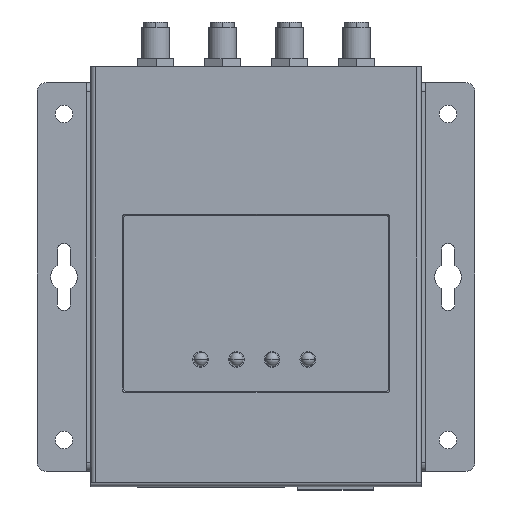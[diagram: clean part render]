
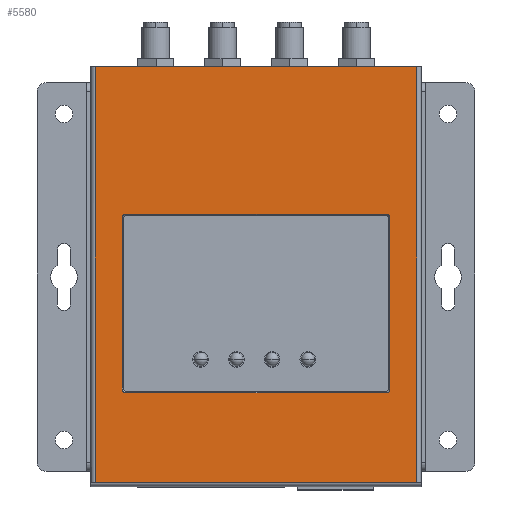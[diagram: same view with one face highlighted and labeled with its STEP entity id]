
A CAD part, top view. The second image highlights one B-rep face of the part: STEP entity #5580.
In plain terms, the highlighted face is planar.
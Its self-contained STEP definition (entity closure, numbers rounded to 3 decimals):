
#42 = ORIENTED_EDGE ( 'NONE', *, *, #13654, .T. ) ;
#301 = CARTESIAN_POINT ( 'NONE',  ( 0., 0., 37. ) ) ;
#331 = CARTESIAN_POINT ( 'NONE',  ( 21., 0., 30. ) ) ;
#496 = CARTESIAN_POINT ( 'NONE',  ( 94., 0., 37. ) ) ;
#565 = CARTESIAN_POINT ( 'NONE',  ( 61., 0., -29.664 ) ) ;
#590 =( BOUNDED_CURVE ( )  B_SPLINE_CURVE ( 3, ( #9971, #6019, #11371, #8812 ),
 .UNSPECIFIED., .F., .F. ) 
 B_SPLINE_CURVE_WITH_KNOTS ( ( 4, 4 ),
 ( 5.624, 6.942 ),
 .UNSPECIFIED. ) 
 CURVE ( )  GEOMETRIC_REPRESENTATION_ITEM ( )  RATIONAL_B_SPLINE_CURVE ( ( 1., 0.86, 0.86, 1. ) ) 
 REPRESENTATION_ITEM ( '' )  );
#658 = CARTESIAN_POINT ( 'NONE',  ( 21., 0., -30. ) ) ;
#871 = CARTESIAN_POINT ( 'NONE',  ( 21.866, 0., -30. ) ) ;
#898 = CARTESIAN_POINT ( 'NONE',  ( 21., 0., 29.134 ) ) ;
#923 = ORIENTED_EDGE ( 'NONE', *, *, #4937, .T. ) ;
#1021 = VECTOR ( 'NONE', #5642, 1000. ) ;
#1096 = ORIENTED_EDGE ( 'NONE', *, *, #16604, .F. ) ;
#1109 = CARTESIAN_POINT ( 'NONE',  ( 60.134, 0., -30. ) ) ;
#1214 = VERTEX_POINT ( 'NONE', #10437 ) ;
#1688 = CARTESIAN_POINT ( 'NONE',  ( 1., 0., -36. ) ) ;
#1718 = ORIENTED_EDGE ( 'NONE', *, *, #6987, .F. ) ;
#1959 = CARTESIAN_POINT ( 'NONE',  ( 61., 0., 30. ) ) ;
#2258 = CARTESIAN_POINT ( 'NONE',  ( 60.134, 0., 30. ) ) ;
#2267 = VECTOR ( 'NONE', #6678, 1000. ) ;
#2630 = CARTESIAN_POINT ( 'NONE',  ( 61., 0., 29.664 ) ) ;
#3068 = EDGE_CURVE ( 'NONE', #16735, #3121, #10132, .T. ) ;
#3121 = VERTEX_POINT ( 'NONE', #871 ) ;
#3240 = CARTESIAN_POINT ( 'NONE',  ( 60.664, 0., -30. ) ) ;
#3593 = CARTESIAN_POINT ( 'NONE',  ( 1., 0., -36. ) ) ;
#3627 =( BOUNDED_CURVE ( )  B_SPLINE_CURVE ( 3, ( #12309, #3240, #565, #7082 ),
 .UNSPECIFIED., .F., .F. ) 
 B_SPLINE_CURVE_WITH_KNOTS ( ( 4, 4 ),
 ( 5.624, 6.942 ),
 .UNSPECIFIED. ) 
 CURVE ( )  GEOMETRIC_REPRESENTATION_ITEM ( )  RATIONAL_B_SPLINE_CURVE ( ( 1., 0.86, 0.86, 1. ) ) 
 REPRESENTATION_ITEM ( '' )  );
#3801 = VERTEX_POINT ( 'NONE', #898 ) ;
#4003 = CARTESIAN_POINT ( 'NONE',  ( 61., 0., 29.134 ) ) ;
#4222 = CARTESIAN_POINT ( 'NONE',  ( 21.866, 0., 30. ) ) ;
#4713 = AXIS2_PLACEMENT_3D ( 'NONE', #301, #15742, #9431 ) ;
#4937 = EDGE_CURVE ( 'NONE', #16735, #3801, #8449, .T. ) ;
#4949 = ORIENTED_EDGE ( 'NONE', *, *, #8929, .T. ) ;
#5181 = ORIENTED_EDGE ( 'NONE', *, *, #6589, .T. ) ;
#5580 = ADVANCED_FACE ( 'NONE', ( #15751, #8615 ), #14444, .T. ) ;
#5642 = DIRECTION ( 'NONE',  ( 1., 0., 0. ) ) ;
#5750 = LINE ( 'NONE', #7865, #2267 ) ;
#5873 = VECTOR ( 'NONE', #7057, 1000. ) ;
#6019 = CARTESIAN_POINT ( 'NONE',  ( 21.336, 0., 30. ) ) ;
#6136 = VERTEX_POINT ( 'NONE', #8098 ) ;
#6475 = DIRECTION ( 'NONE',  ( -1., 0., 0. ) ) ;
#6581 = VERTEX_POINT ( 'NONE', #1109 ) ;
#6589 = EDGE_CURVE ( 'NONE', #8109, #7016, #13060, .T. ) ;
#6678 = DIRECTION ( 'NONE',  ( 0., 0., -1. ) ) ;
#6724 = VECTOR ( 'NONE', #16416, 1000. ) ;
#6841 = ORIENTED_EDGE ( 'NONE', *, *, #7430, .T. ) ;
#6987 = EDGE_CURVE ( 'NONE', #6581, #1214, #3627, .T. ) ;
#7016 = VERTEX_POINT ( 'NONE', #7193 ) ;
#7057 = DIRECTION ( 'NONE',  ( 1., 0., 0. ) ) ;
#7082 = CARTESIAN_POINT ( 'NONE',  ( 61., 0., -29.134 ) ) ;
#7193 = CARTESIAN_POINT ( 'NONE',  ( 1., 0., 36. ) ) ;
#7322 = CARTESIAN_POINT ( 'NONE',  ( 21., 0., -29.664 ) ) ;
#7349 = VECTOR ( 'NONE', #6475, 1000. ) ;
#7376 = CARTESIAN_POINT ( 'NONE',  ( 21.866, 0., -30. ) ) ;
#7430 = EDGE_CURVE ( 'NONE', #10912, #11127, #11568, .T. ) ;
#7551 = CARTESIAN_POINT ( 'NONE',  ( 94., 0., 36. ) ) ;
#7865 = CARTESIAN_POINT ( 'NONE',  ( 1., 0., 37. ) ) ;
#8043 = VECTOR ( 'NONE', #11192, 1000. ) ;
#8098 = CARTESIAN_POINT ( 'NONE',  ( 61., 0., 29.134 ) ) ;
#8109 = VERTEX_POINT ( 'NONE', #12723 ) ;
#8127 = VECTOR ( 'NONE', #9743, 1000. ) ;
#8322 = LINE ( 'NONE', #496, #10390 ) ;
#8449 = LINE ( 'NONE', #13934, #8043 ) ;
#8615 = FACE_OUTER_BOUND ( 'NONE', #10160, .T. ) ;
#8812 = CARTESIAN_POINT ( 'NONE',  ( 21., 0., 29.134 ) ) ;
#8929 = EDGE_CURVE ( 'NONE', #12179, #14812, #10018, .T. ) ;
#9123 = ORIENTED_EDGE ( 'NONE', *, *, #3068, .F. ) ;
#9158 = EDGE_CURVE ( 'NONE', #12179, #3801, #590, .T. ) ;
#9225 = ORIENTED_EDGE ( 'NONE', *, *, #10482, .F. ) ;
#9431 = DIRECTION ( 'NONE',  ( 0., 0., -1. ) ) ;
#9743 = DIRECTION ( 'NONE',  ( -1., 0., 0. ) ) ;
#9777 = LINE ( 'NONE', #1959, #6724 ) ;
#9971 = CARTESIAN_POINT ( 'NONE',  ( 21.866, 0., 30. ) ) ;
#9979 = EDGE_LOOP ( 'NONE', ( #9123, #923, #12052, #4949, #9225, #15576, #1718, #12393 ) ) ;
#10018 = LINE ( 'NONE', #331, #1021 ) ;
#10132 =( BOUNDED_CURVE ( )  B_SPLINE_CURVE ( 3, ( #15102, #7322, #16410, #7376 ),
 .UNSPECIFIED., .F., .F. ) 
 B_SPLINE_CURVE_WITH_KNOTS ( ( 4, 4 ),
 ( 5.624, 6.942 ),
 .UNSPECIFIED. ) 
 CURVE ( )  GEOMETRIC_REPRESENTATION_ITEM ( )  RATIONAL_B_SPLINE_CURVE ( ( 1., 0.86, 0.86, 1. ) ) 
 REPRESENTATION_ITEM ( '' )  );
#10160 = EDGE_LOOP ( 'NONE', ( #42, #6841, #1096, #5181 ) ) ;
#10203 = EDGE_CURVE ( 'NONE', #6136, #1214, #9777, .T. ) ;
#10390 = VECTOR ( 'NONE', #10882, 1000. ) ;
#10437 = CARTESIAN_POINT ( 'NONE',  ( 61., 0., -29.134 ) ) ;
#10482 = EDGE_CURVE ( 'NONE', #6136, #14812, #16259, .T. ) ;
#10882 = DIRECTION ( 'NONE',  ( 0., 0., -1. ) ) ;
#10912 = VERTEX_POINT ( 'NONE', #3593 ) ;
#11091 = CARTESIAN_POINT ( 'NONE',  ( 21., 0., -29.134 ) ) ;
#11127 = VERTEX_POINT ( 'NONE', #14482 ) ;
#11192 = DIRECTION ( 'NONE',  ( 0., 0., 1. ) ) ;
#11371 = CARTESIAN_POINT ( 'NONE',  ( 21., 0., 29.664 ) ) ;
#11568 = LINE ( 'NONE', #1688, #5873 ) ;
#11749 = CARTESIAN_POINT ( 'NONE',  ( 60.664, 0., 30. ) ) ;
#12052 = ORIENTED_EDGE ( 'NONE', *, *, #9158, .F. ) ;
#12179 = VERTEX_POINT ( 'NONE', #4222 ) ;
#12309 = CARTESIAN_POINT ( 'NONE',  ( 60.134, 0., -30. ) ) ;
#12393 = ORIENTED_EDGE ( 'NONE', *, *, #16693, .T. ) ;
#12723 = CARTESIAN_POINT ( 'NONE',  ( 94., 0., 36. ) ) ;
#13060 = LINE ( 'NONE', #7551, #7349 ) ;
#13654 = EDGE_CURVE ( 'NONE', #7016, #10912, #5750, .T. ) ;
#13934 = CARTESIAN_POINT ( 'NONE',  ( 21., 0., 30. ) ) ;
#14024 = LINE ( 'NONE', #658, #8127 ) ;
#14385 = CARTESIAN_POINT ( 'NONE',  ( 60.134, 0., 30. ) ) ;
#14444 = PLANE ( 'NONE',  #4713 ) ;
#14482 = CARTESIAN_POINT ( 'NONE',  ( 94., 0., -36. ) ) ;
#14812 = VERTEX_POINT ( 'NONE', #2258 ) ;
#15102 = CARTESIAN_POINT ( 'NONE',  ( 21., 0., -29.134 ) ) ;
#15576 = ORIENTED_EDGE ( 'NONE', *, *, #10203, .T. ) ;
#15742 = DIRECTION ( 'NONE',  ( 0., -1., 0. ) ) ;
#15751 = FACE_BOUND ( 'NONE', #9979, .T. ) ;
#16259 =( BOUNDED_CURVE ( )  B_SPLINE_CURVE ( 3, ( #4003, #2630, #11749, #14385 ),
 .UNSPECIFIED., .F., .F. ) 
 B_SPLINE_CURVE_WITH_KNOTS ( ( 4, 4 ),
 ( 5.624, 6.942 ),
 .UNSPECIFIED. ) 
 CURVE ( )  GEOMETRIC_REPRESENTATION_ITEM ( )  RATIONAL_B_SPLINE_CURVE ( ( 1., 0.86, 0.86, 1. ) ) 
 REPRESENTATION_ITEM ( '' )  );
#16410 = CARTESIAN_POINT ( 'NONE',  ( 21.336, 0., -30. ) ) ;
#16416 = DIRECTION ( 'NONE',  ( 0., 0., -1. ) ) ;
#16604 = EDGE_CURVE ( 'NONE', #8109, #11127, #8322, .T. ) ;
#16693 = EDGE_CURVE ( 'NONE', #6581, #3121, #14024, .T. ) ;
#16735 = VERTEX_POINT ( 'NONE', #11091 ) ;
